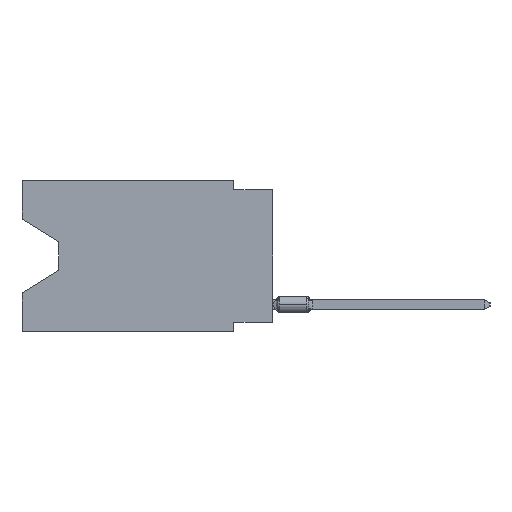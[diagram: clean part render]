
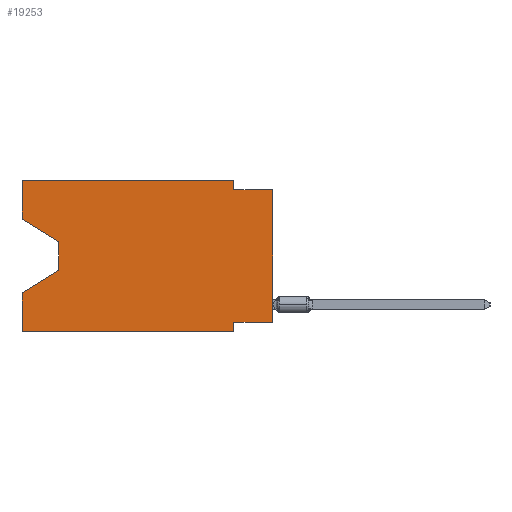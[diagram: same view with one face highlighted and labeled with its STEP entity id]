
A CAD part, left-side view. The second image highlights one B-rep face of the part: STEP entity #19253.
In plain terms, the highlighted planar face has unit normal (-1, 0, 0).
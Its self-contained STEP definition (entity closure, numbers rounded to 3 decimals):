
#580 = LINE ( 'NONE', #1595, #39743 ) ;
#1595 = CARTESIAN_POINT ( 'NONE',  ( 0., 16.383, 0. ) ) ;
#1886 = EDGE_CURVE ( 'NONE', #62580, #42888, #66584, .T. ) ;
#1998 = CARTESIAN_POINT ( 'NONE',  ( 0., 16.383, 0. ) ) ;
#2050 = ORIENTED_EDGE ( 'NONE', *, *, #4235, .T. ) ;
#2734 = ORIENTED_EDGE ( 'NONE', *, *, #66023, .T. ) ;
#3473 = LINE ( 'NONE', #8932, #61147 ) ;
#4235 = EDGE_CURVE ( 'NONE', #32998, #21198, #3473, .T. ) ;
#5118 = CARTESIAN_POINT ( 'NONE',  ( 0., 13.97, -5.893 ) ) ;
#5350 = VECTOR ( 'NONE', #27562, 1000. ) ;
#5640 = EDGE_CURVE ( 'NONE', #21198, #42888, #56733, .T. ) ;
#6067 = VERTEX_POINT ( 'NONE', #62297 ) ;
#6722 = LINE ( 'NONE', #37800, #5350 ) ;
#8177 = EDGE_CURVE ( 'NONE', #51406, #6067, #580, .T. ) ;
#8799 = AXIS2_PLACEMENT_3D ( 'NONE', #1998, #18746, #64553 ) ;
#8932 = CARTESIAN_POINT ( 'NONE',  ( 0., 13.97, -4.013 ) ) ;
#9895 = CARTESIAN_POINT ( 'NONE',  ( 0., 2.54, -9.906 ) ) ;
#10324 = CARTESIAN_POINT ( 'NONE',  ( 0., 16.383, -2.546 ) ) ;
#10519 = VECTOR ( 'NONE', #38906, 1000. ) ;
#11351 = VERTEX_POINT ( 'NONE', #57898 ) ;
#12533 = ORIENTED_EDGE ( 'NONE', *, *, #25268, .T. ) ;
#13524 = ORIENTED_EDGE ( 'NONE', *, *, #17620, .T. ) ;
#14292 = ORIENTED_EDGE ( 'NONE', *, *, #5640, .T. ) ;
#14873 = EDGE_CURVE ( 'NONE', #56853, #11351, #26736, .T. ) ;
#15258 = DIRECTION ( 'NONE',  ( 0., -1., 0. ) ) ;
#15370 = LINE ( 'NONE', #9895, #55765 ) ;
#15890 = DIRECTION ( 'NONE',  ( 0., -0.855, -0.519 ) ) ;
#17545 = ORIENTED_EDGE ( 'NONE', *, *, #62352, .F. ) ;
#17620 = EDGE_CURVE ( 'NONE', #58915, #34045, #18748, .T. ) ;
#17797 = VERTEX_POINT ( 'NONE', #66894 ) ;
#18746 = DIRECTION ( 'NONE',  ( 1., 0., 0. ) ) ;
#18748 = LINE ( 'NONE', #64893, #10519 ) ;
#18987 = VECTOR ( 'NONE', #15890, 1000. ) ;
#19253 = ADVANCED_FACE ( 'NONE', ( #65219 ), #50169, .F. ) ;
#20647 = CARTESIAN_POINT ( 'NONE',  ( 0., 16.383, -2.546 ) ) ;
#20951 = ORIENTED_EDGE ( 'NONE', *, *, #33418, .F. ) ;
#21066 = CARTESIAN_POINT ( 'NONE',  ( 0., 0., -0.635 ) ) ;
#21198 = VERTEX_POINT ( 'NONE', #5118 ) ;
#21422 = ORIENTED_EDGE ( 'NONE', *, *, #1886, .F. ) ;
#24107 = VECTOR ( 'NONE', #40504, 1000. ) ;
#24499 = CARTESIAN_POINT ( 'NONE',  ( 0., 16.383, -7.36 ) ) ;
#25062 = VECTOR ( 'NONE', #47252, 1000. ) ;
#25268 = EDGE_CURVE ( 'NONE', #51406, #32998, #56521, .T. ) ;
#26736 = LINE ( 'NONE', #35957, #25062 ) ;
#27562 = DIRECTION ( 'NONE',  ( 0., 1., 0. ) ) ;
#29258 = CARTESIAN_POINT ( 'NONE',  ( 0., 16.383, -9.906 ) ) ;
#29794 = DIRECTION ( 'NONE',  ( 0., 0., -1. ) ) ;
#30695 = ORIENTED_EDGE ( 'NONE', *, *, #49567, .F. ) ;
#31568 = CARTESIAN_POINT ( 'NONE',  ( 0., 2.54, -9.271 ) ) ;
#31851 = VECTOR ( 'NONE', #51544, 1000. ) ;
#32998 = VERTEX_POINT ( 'NONE', #52236 ) ;
#33126 = CARTESIAN_POINT ( 'NONE',  ( 0., 16.383, -9.906 ) ) ;
#33418 = EDGE_CURVE ( 'NONE', #6067, #56853, #56255, .T. ) ;
#34045 = VERTEX_POINT ( 'NONE', #21066 ) ;
#34048 = VECTOR ( 'NONE', #35247, 1000. ) ;
#35247 = DIRECTION ( 'NONE',  ( 0., 0.855, -0.519 ) ) ;
#35957 = CARTESIAN_POINT ( 'NONE',  ( 0., 2.54, 0. ) ) ;
#37800 = CARTESIAN_POINT ( 'NONE',  ( 0., 0., -9.271 ) ) ;
#38906 = DIRECTION ( 'NONE',  ( 0., 0., 1. ) ) ;
#39743 = VECTOR ( 'NONE', #42948, 1000. ) ;
#39810 = CARTESIAN_POINT ( 'NONE',  ( 0., 0., -0.635 ) ) ;
#40504 = DIRECTION ( 'NONE',  ( 0., -1., 0. ) ) ;
#40615 = CARTESIAN_POINT ( 'NONE',  ( 0., 16.383, 0. ) ) ;
#42888 = VERTEX_POINT ( 'NONE', #24499 ) ;
#42948 = DIRECTION ( 'NONE',  ( 0., 0., 1. ) ) ;
#45482 = EDGE_CURVE ( 'NONE', #11351, #34045, #66105, .T. ) ;
#45520 = VERTEX_POINT ( 'NONE', #31568 ) ;
#45634 = LINE ( 'NONE', #29258, #24107 ) ;
#47252 = DIRECTION ( 'NONE',  ( 0., 0., -1. ) ) ;
#49567 = EDGE_CURVE ( 'NONE', #58915, #45520, #6722, .T. ) ;
#50169 = PLANE ( 'NONE',  #8799 ) ;
#51084 = VECTOR ( 'NONE', #15258, 1000. ) ;
#51229 = DIRECTION ( 'NONE',  ( 0., 0., -1. ) ) ;
#51406 = VERTEX_POINT ( 'NONE', #10324 ) ;
#51544 = DIRECTION ( 'NONE',  ( 0., 0., 1. ) ) ;
#52236 = CARTESIAN_POINT ( 'NONE',  ( 0., 13.97, -4.013 ) ) ;
#53145 = EDGE_LOOP ( 'NONE', ( #12533, #2050, #14292, #21422, #2734, #17545, #30695, #13524, #55121, #56010, #20951, #61643 ) ) ;
#54730 = CARTESIAN_POINT ( 'NONE',  ( 0., 2.54, 0. ) ) ;
#55121 = ORIENTED_EDGE ( 'NONE', *, *, #45482, .F. ) ;
#55765 = VECTOR ( 'NONE', #51229, 1000. ) ;
#56010 = ORIENTED_EDGE ( 'NONE', *, *, #14873, .F. ) ;
#56255 = LINE ( 'NONE', #56580, #51084 ) ;
#56521 = LINE ( 'NONE', #20647, #18987 ) ;
#56580 = CARTESIAN_POINT ( 'NONE',  ( 0., 16.383, 0. ) ) ;
#56733 = LINE ( 'NONE', #62894, #34048 ) ;
#56853 = VERTEX_POINT ( 'NONE', #54730 ) ;
#57898 = CARTESIAN_POINT ( 'NONE',  ( 0., 2.54, -0.635 ) ) ;
#58915 = VERTEX_POINT ( 'NONE', #59006 ) ;
#59006 = CARTESIAN_POINT ( 'NONE',  ( 0., 0., -9.271 ) ) ;
#61147 = VECTOR ( 'NONE', #29794, 1000. ) ;
#61309 = DIRECTION ( 'NONE',  ( 0., -1., 0. ) ) ;
#61643 = ORIENTED_EDGE ( 'NONE', *, *, #8177, .F. ) ;
#62297 = CARTESIAN_POINT ( 'NONE',  ( 0., 16.383, 0. ) ) ;
#62352 = EDGE_CURVE ( 'NONE', #45520, #17797, #15370, .T. ) ;
#62580 = VERTEX_POINT ( 'NONE', #33126 ) ;
#62894 = CARTESIAN_POINT ( 'NONE',  ( 0., 13.97, -5.893 ) ) ;
#64553 = DIRECTION ( 'NONE',  ( 0., 0., -1. ) ) ;
#64893 = CARTESIAN_POINT ( 'NONE',  ( 0., 0., 0. ) ) ;
#64989 = VECTOR ( 'NONE', #61309, 1000. ) ;
#65219 = FACE_OUTER_BOUND ( 'NONE', #53145, .T. ) ;
#66023 = EDGE_CURVE ( 'NONE', #62580, #17797, #45634, .T. ) ;
#66105 = LINE ( 'NONE', #39810, #64989 ) ;
#66584 = LINE ( 'NONE', #40615, #31851 ) ;
#66894 = CARTESIAN_POINT ( 'NONE',  ( 0., 2.54, -9.906 ) ) ;
